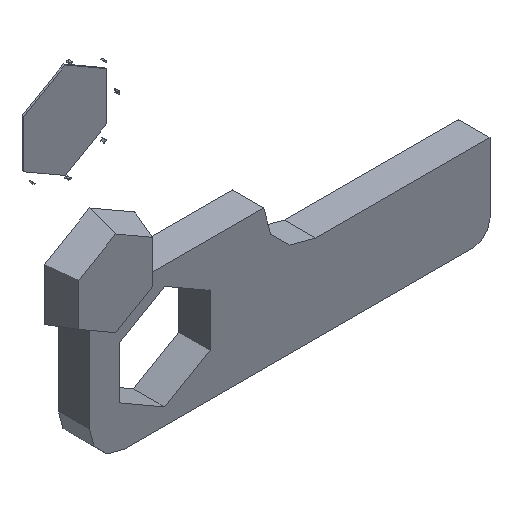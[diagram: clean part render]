
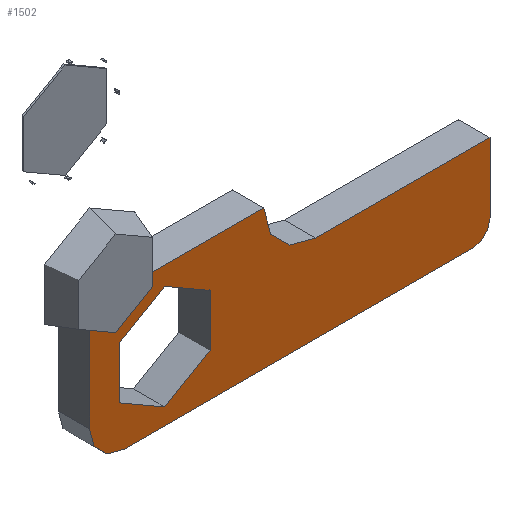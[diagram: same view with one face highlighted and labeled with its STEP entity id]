
A CAD part, isometric view. The second image highlights one B-rep face of the part: STEP entity #1502.
In plain terms, the highlighted planar face has unit normal (0, -1, 0).
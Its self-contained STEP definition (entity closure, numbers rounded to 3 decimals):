
#32 = CARTESIAN_POINT ( 'NONE',  ( 100., 0., -20. ) ) ;
#53 = AXIS2_PLACEMENT_3D ( 'NONE', #1897, #5177, #2380 ) ;
#56 = EDGE_CURVE ( 'NONE', #1093, #849, #5577, .T. ) ;
#92 = ORIENTED_EDGE ( 'NONE', *, *, #4585, .T. ) ;
#406 = ORIENTED_EDGE ( 'NONE', *, *, #4731, .F. ) ;
#422 = CARTESIAN_POINT ( 'NONE',  ( 130., 0., -50. ) ) ;
#538 = CIRCLE ( 'NONE', #5249, 30. ) ;
#655 = CARTESIAN_POINT ( 'NONE',  ( 220., 0., -90. ) ) ;
#688 = CARTESIAN_POINT ( 'NONE',  ( 43.185, 0., -90.587 ) ) ;
#787 = EDGE_CURVE ( 'NONE', #849, #1574, #5117, .T. ) ;
#849 = VERTEX_POINT ( 'NONE', #5618 ) ;
#941 = CIRCLE ( 'NONE', #5762, 20. ) ;
#953 = EDGE_CURVE ( 'NONE', #5413, #4913, #2633, .T. ) ;
#1001 = DIRECTION ( 'NONE',  ( 0., 1., 0. ) ) ;
#1003 = CARTESIAN_POINT ( 'NONE',  ( 0., 0., -80. ) ) ;
#1061 = EDGE_CURVE ( 'NONE', #4913, #3104, #941, .T. ) ;
#1093 = VERTEX_POINT ( 'NONE', #1876 ) ;
#1111 = DIRECTION ( 'NONE',  ( 0., 0., 1. ) ) ;
#1183 = DIRECTION ( 'NONE',  ( 0., 0., -1. ) ) ;
#1191 = DIRECTION ( 'NONE',  ( 0., -1., 0. ) ) ;
#1205 = EDGE_CURVE ( 'NONE', #1574, #5665, #1800, .T. ) ;
#1290 = DIRECTION ( 'NONE',  ( 0., 1., 0. ) ) ;
#1321 = DIRECTION ( 'NONE',  ( 0., 0., 1. ) ) ;
#1441 = CARTESIAN_POINT ( 'NONE',  ( 43.185, 0., -30.587 ) ) ;
#1466 = DIRECTION ( 'NONE',  ( 0., 0., 1. ) ) ;
#1502 = ADVANCED_FACE ( 'NONE', ( #5478, #2984 ), #2838, .F. ) ;
#1574 = VERTEX_POINT ( 'NONE', #4362 ) ;
#1800 = LINE ( 'NONE', #3361, #4146 ) ;
#1813 = DIRECTION ( 'NONE',  ( 1., 0., 0. ) ) ;
#1824 = VERTEX_POINT ( 'NONE', #2171 ) ;
#1876 = CARTESIAN_POINT ( 'NONE',  ( 100., 0., -20. ) ) ;
#1897 = CARTESIAN_POINT ( 'NONE',  ( 43.185, 0., -60.587 ) ) ;
#1910 = LINE ( 'NONE', #32, #4392 ) ;
#2171 = CARTESIAN_POINT ( 'NONE',  ( 0., 0., -20. ) ) ;
#2208 = EDGE_LOOP ( 'NONE', ( #92, #3730 ) ) ;
#2304 = CARTESIAN_POINT ( 'NONE',  ( 20., 0., -80. ) ) ;
#2380 = DIRECTION ( 'NONE',  ( 0., 0., 1. ) ) ;
#2576 = CARTESIAN_POINT ( 'NONE',  ( 130., 0., -20. ) ) ;
#2615 = DIRECTION ( 'NONE',  ( 0., 0., 1. ) ) ;
#2633 = LINE ( 'NONE', #5428, #5111 ) ;
#2726 = LINE ( 'NONE', #1003, #5055 ) ;
#2789 = CIRCLE ( 'NONE', #53, 30. ) ;
#2838 = PLANE ( 'NONE',  #5416 ) ;
#2984 = FACE_BOUND ( 'NONE', #2208, .T. ) ;
#3021 = ORIENTED_EDGE ( 'NONE', *, *, #1061, .F. ) ;
#3048 = EDGE_CURVE ( 'NONE', #3104, #1824, #2726, .T. ) ;
#3104 = VERTEX_POINT ( 'NONE', #3830 ) ;
#3343 = DIRECTION ( 'NONE',  ( 1., 0., 0. ) ) ;
#3346 = EDGE_CURVE ( 'NONE', #4755, #4312, #2789, .T. ) ;
#3361 = CARTESIAN_POINT ( 'NONE',  ( 230., 0., -50. ) ) ;
#3470 = CARTESIAN_POINT ( 'NONE',  ( 220., 0., -100. ) ) ;
#3593 = ORIENTED_EDGE ( 'NONE', *, *, #3048, .F. ) ;
#3730 = ORIENTED_EDGE ( 'NONE', *, *, #3346, .T. ) ;
#3805 = CARTESIAN_POINT ( 'NONE',  ( 220., 0., -90. ) ) ;
#3830 = CARTESIAN_POINT ( 'NONE',  ( 0., 0., -80. ) ) ;
#3918 = DIRECTION ( 'NONE',  ( 0., 1., 0. ) ) ;
#3998 = CARTESIAN_POINT ( 'NONE',  ( 20., 0., -100. ) ) ;
#4047 = ORIENTED_EDGE ( 'NONE', *, *, #1205, .F. ) ;
#4100 = CARTESIAN_POINT ( 'NONE',  ( 43.185, 0., -60.587 ) ) ;
#4146 = VECTOR ( 'NONE', #1183, 1000. ) ;
#4267 = DIRECTION ( 'NONE',  ( 0., 0., 1. ) ) ;
#4312 = VERTEX_POINT ( 'NONE', #688 ) ;
#4362 = CARTESIAN_POINT ( 'NONE',  ( 230., 0., -50. ) ) ;
#4392 = VECTOR ( 'NONE', #1813, 1000. ) ;
#4426 = AXIS2_PLACEMENT_3D ( 'NONE', #655, #3918, #1111 ) ;
#4490 = ORIENTED_EDGE ( 'NONE', *, *, #787, .F. ) ;
#4541 = ORIENTED_EDGE ( 'NONE', *, *, #5343, .F. ) ;
#4567 = DIRECTION ( 'NONE',  ( 0., 0., 1. ) ) ;
#4585 = EDGE_CURVE ( 'NONE', #4312, #4755, #538, .T. ) ;
#4652 = CIRCLE ( 'NONE', #4426, 10. ) ;
#4731 = EDGE_CURVE ( 'NONE', #1824, #1093, #1910, .T. ) ;
#4755 = VERTEX_POINT ( 'NONE', #1441 ) ;
#4821 = EDGE_LOOP ( 'NONE', ( #4047, #4490, #5821, #406, #3593, #3021, #5979, #4541 ) ) ;
#4823 = VECTOR ( 'NONE', #3343, 1000. ) ;
#4913 = VERTEX_POINT ( 'NONE', #3998 ) ;
#5023 = CARTESIAN_POINT ( 'NONE',  ( 230., 0., -90. ) ) ;
#5055 = VECTOR ( 'NONE', #1466, 1000. ) ;
#5111 = VECTOR ( 'NONE', #5919, 1000. ) ;
#5117 = LINE ( 'NONE', #422, #4823 ) ;
#5177 = DIRECTION ( 'NONE',  ( 0., 1., 0. ) ) ;
#5249 = AXIS2_PLACEMENT_3D ( 'NONE', #4100, #1290, #4567 ) ;
#5343 = EDGE_CURVE ( 'NONE', #5665, #5413, #4652, .T. ) ;
#5413 = VERTEX_POINT ( 'NONE', #3470 ) ;
#5416 = AXIS2_PLACEMENT_3D ( 'NONE', #3805, #1001, #4267 ) ;
#5428 = CARTESIAN_POINT ( 'NONE',  ( 20., 0., -100. ) ) ;
#5478 = FACE_OUTER_BOUND ( 'NONE', #4821, .T. ) ;
#5577 = CIRCLE ( 'NONE', #5781, 30. ) ;
#5598 = DIRECTION ( 'NONE',  ( 0., 1., 0. ) ) ;
#5618 = CARTESIAN_POINT ( 'NONE',  ( 130., 0., -50. ) ) ;
#5665 = VERTEX_POINT ( 'NONE', #5023 ) ;
#5762 = AXIS2_PLACEMENT_3D ( 'NONE', #2304, #5598, #1321 ) ;
#5781 = AXIS2_PLACEMENT_3D ( 'NONE', #2576, #1191, #2615 ) ;
#5821 = ORIENTED_EDGE ( 'NONE', *, *, #56, .F. ) ;
#5919 = DIRECTION ( 'NONE',  ( -1., 0., 0. ) ) ;
#5979 = ORIENTED_EDGE ( 'NONE', *, *, #953, .F. ) ;
